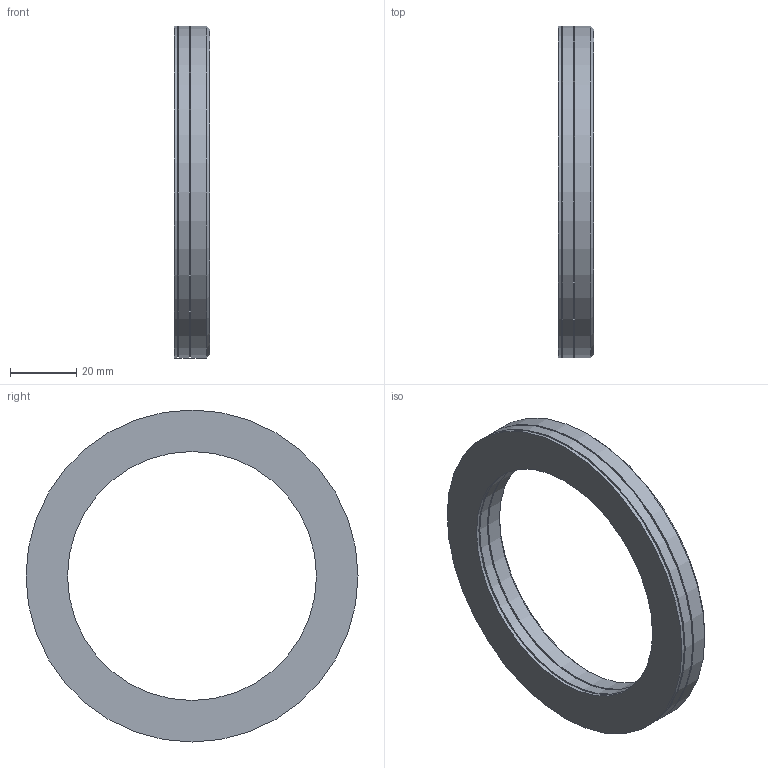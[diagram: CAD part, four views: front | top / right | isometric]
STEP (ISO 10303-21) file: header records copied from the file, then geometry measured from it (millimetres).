
FILE_DESCRIPTION( ( 'STEP AP203' ), ' ' );
FILE_NAME( 'AXK 75100 + LS 75100 + AS 75100.stp', '2017-12-15T16:25:30', ( '' ), ( '' ), ' ', 'PARTsolutions', ' ' );
FILE_SCHEMA( ( 'CONFIG_CONTROL_DESIGN' ) );
Length unit declared in the file: millimetre
Products named in the file (6): AXK 75100 + LS 75100 + AS 75100; _AXK 75100 + LS 75100 + AS 75100_PART1; _AXK 75100 + LS 75100 + AS 75100_PART2; _AXK 75100 + LS 75100 + AS 75100_PART3; _AXK 75100 + LS 75100 + AS 75100_PART4; _AXK 75100 + LS 75100 + AS 75100_PART5
Assembly tree (87 placements, depth 2):
  AXK 75100 + LS 75100 + AS 75100
    _AXK 75100 + LS 75100 + AS 75100_PART1
    _AXK 75100 + LS 75100 + AS 75100_PART2
    _AXK 75100 + LS 75100 + AS 75100_PART3
    _AXK 75100 + LS 75100 + AS 75100_PART4  x42
    _AXK 75100 + LS 75100 + AS 75100_PART5  x42
Bounding box: 10.75 x 100 x 100 mm (x, y, z)
Volume: 42148 mm3; surface area: 36109.6 mm2
Topology: 87 solids, 87 shells, 266 faces, 274 edges, 182 vertices
Faces by surface type: plane 174, cylinder 90, cone 2
Full cylindrical faces by diameter (mm): 4 x84, 75 x3, 100 x3
Entity records: 1247 total; most frequent: DIRECTION 252, CARTESIAN_POINT 144, AXIS2_PLACEMENT_3D 126, PRODUCT_DEFINITION_SHAPE 93, CONTEXT_DEPENDENT_SHAPE_REPRESENTATION 87, ITEM_DEFINED_TRANSFORMATION 87, NEXT_ASSEMBLY_USAGE_OCCURRENCE 87, EDGE_LOOP 36
